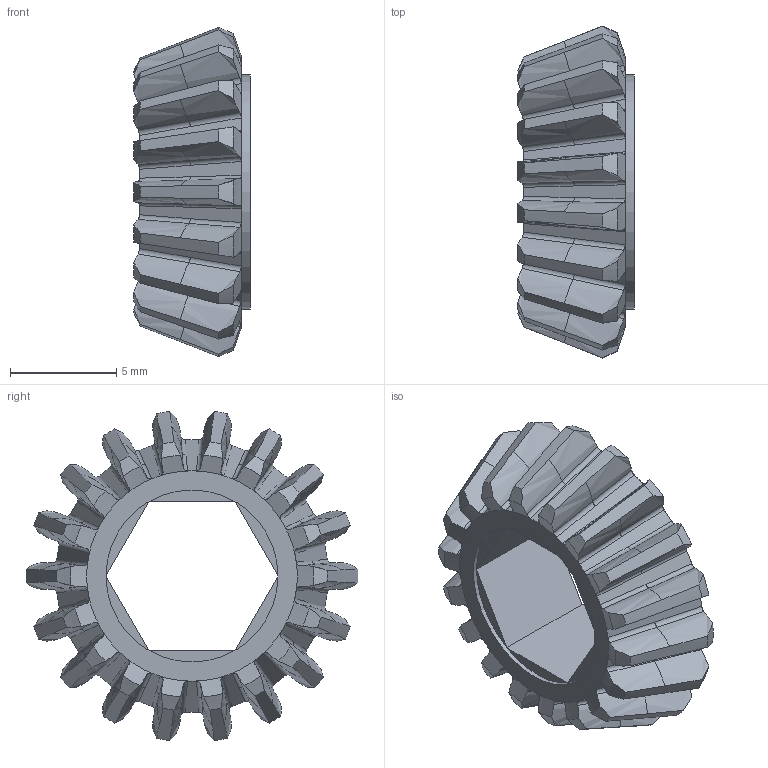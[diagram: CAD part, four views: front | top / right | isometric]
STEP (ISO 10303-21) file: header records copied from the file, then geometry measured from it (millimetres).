
FILE_DESCRIPTION(/* description */ ('STEP AP242','CAx-IF Rec.Pracs.---Representation and Presentation of Product Manufacturing Information (PMI)---4.0---2014-10-13','CAx-IF Rec.Pracs.---3D Tessellated Geometry---0.4---2014-09-14','2;1'),/* implementation_level */ '2;1');
FILE_NAME(/* name */ '64f3f4a48952a210145f2bdf',/* time_stamp */ '2023-09-03T02:51:17Z',/* author */ (''),/* organization */ (''),/* preprocessor_version */ 'ST-DEVELOPER v19.4',/* originating_system */ ' ',/* authorisation */ ' ');
FILE_SCHEMA (('AP242_MANAGED_MODEL_BASED_3D_ENGINEERING_MIM_LF { 1 0 10303 442 1 1 4 }'));
Length unit declared in the file: metre
Products named in the file (1): AXON-ROBOTICS_18T_BEVEL
Bounding box: 5.48 x 15.61 x 15.47 mm (x, y, z)
Volume: 435.5 mm3; surface area: 700.9 mm2
Topology: 1 solids, 1 shells, 269 faces, 714 edges, 448 vertices
Faces by surface type: cone 90, cylinder 74, bspline 72, plane 33
Full cylindrical faces by diameter (mm): 8.083 x1, 11 x1
Entity records: 9314 total; most frequent: CARTESIAN_POINT 3570, ORIENTED_EDGE 1422, DIRECTION 864, EDGE_CURVE 711, VERTEX_POINT 447, B_SPLINE_CURVE_WITH_KNOTS 432, AXIS2_PLACEMENT_3D 387, EDGE_LOOP 274
